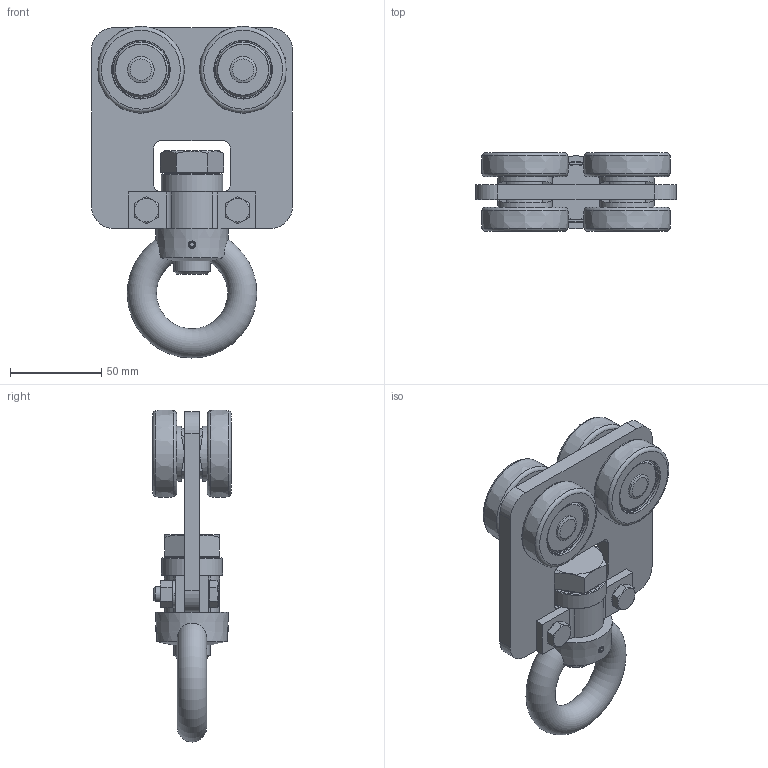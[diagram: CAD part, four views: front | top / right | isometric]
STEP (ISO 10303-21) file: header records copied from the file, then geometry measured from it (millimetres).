
FILE_DESCRIPTION(('STEP AP214'),'1');
FILE_NAME('PMH Åkvagn 524Ri.stp','2013-08-06T14:12:07',(' '),(' '),'Spatial InterOp 3D',' ',' ');
FILE_SCHEMA(('automotive_design'));
Length unit declared in the file: millimetre
Products named in the file (24): PMH Profilskena akvagn 524Ri; NAUO23; NAUO22; NAUO21; NAUO20; NAUO19; NAUO18; NAUO17; NAUO16; NAUO15; NAUO14; NAUO13; NAUO12; NAUO11; NAUO10; NAUO9; NAUO8; NAUO7; NAUO6; NAUO5; NAUO4; NAUO3; NAUO2; NAUO1
Assembly tree (23 placements, depth 2):
  PMH Profilskena akvagn 524Ri
    NAUO23
    NAUO22
    NAUO21
    NAUO20
    NAUO19
    NAUO18
    NAUO17
    NAUO16
    NAUO15
    NAUO14
    NAUO13
    NAUO12
    NAUO11
    NAUO10
    NAUO9
    NAUO8
    NAUO7
    NAUO6
    NAUO5
    NAUO4
    NAUO3
    NAUO2
    NAUO1
Bounding box: 110 x 42.9 x 181.96 mm (x, y, z)
Volume: 272949.6 mm3; surface area: 95289.3 mm2
Topology: 23 solids, 23 shells, 396 faces, 924 edges, 607 vertices
Faces by surface type: plane 179, cylinder 97, cone 72, torus 36, bspline 12
Full cylindrical faces by diameter (mm): 4 x2, 6.647 x2, 8 x2, 8.5 x4, 9 x2, 12 x10, 12.88 x2, 14.5 x2, 17.294 x1, 20 x1, 20.5 x1, 22 x4, 29.84 x1, 30 x4, 31.72 x8, 32.12 x8, 33.5 x1
Entity records: 17131 total; most frequent: CARTESIAN_POINT 5348, DIRECTION 1700, ORIENTED_EDGE 1440, EDGE_CURVE 720, AXIS2_PLACEMENT_3D 712, EDGE_LOOP 614, VERTEX_POINT 542, FACE_OUTER_BOUND 491
